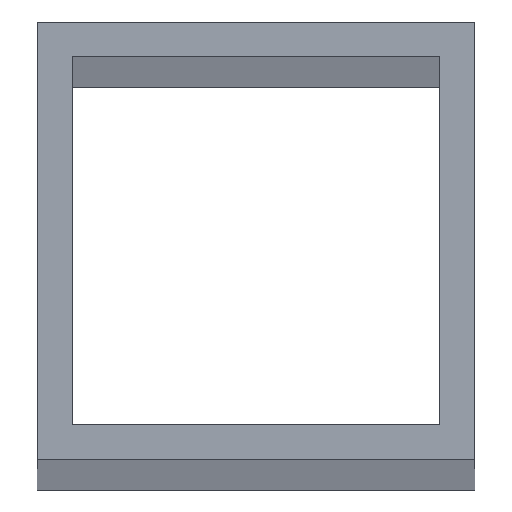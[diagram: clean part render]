
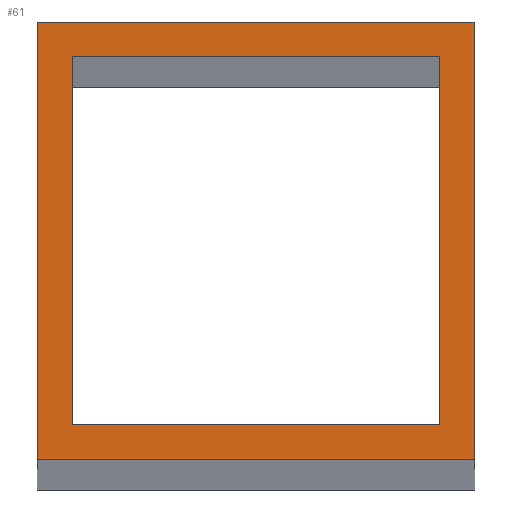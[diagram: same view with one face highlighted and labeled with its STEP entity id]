
A CAD part, top view. The second image highlights one B-rep face of the part: STEP entity #61.
In plain terms, the highlighted planar face has unit normal (0, 0, 1).
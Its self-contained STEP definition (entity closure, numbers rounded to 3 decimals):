
#4 = LINE ( 'NONE', #57, #341 ) ;
#5 = EDGE_LOOP ( 'NONE', ( #65, #269, #352, #14 ) ) ;
#11 = EDGE_CURVE ( 'NONE', #234, #218, #363, .T. ) ;
#14 = ORIENTED_EDGE ( 'NONE', *, *, #222, .F. ) ;
#18 = VECTOR ( 'NONE', #203, 1000. ) ;
#29 = LINE ( 'NONE', #254, #278 ) ;
#34 = LINE ( 'NONE', #325, #243 ) ;
#36 = CARTESIAN_POINT ( 'NONE',  ( -10.5, -10.5, 1000. ) ) ;
#47 = LINE ( 'NONE', #197, #149 ) ;
#50 = LINE ( 'NONE', #199, #343 ) ;
#56 = CARTESIAN_POINT ( 'NONE',  ( 10.5, -10.5, 1000. ) ) ;
#57 = CARTESIAN_POINT ( 'NONE',  ( -10.5, -10.5, 1000. ) ) ;
#58 = EDGE_LOOP ( 'NONE', ( #121, #280, #208, #77 ) ) ;
#60 = LINE ( 'NONE', #36, #18 ) ;
#61 = ADVANCED_FACE ( 'NONE', ( #105, #135 ), #104, .F. ) ;
#63 = VERTEX_POINT ( 'NONE', #250 ) ;
#65 = ORIENTED_EDGE ( 'NONE', *, *, #364, .F. ) ;
#71 = VERTEX_POINT ( 'NONE', #161 ) ;
#75 = DIRECTION ( 'NONE',  ( 0., 0., -1. ) ) ;
#77 = ORIENTED_EDGE ( 'NONE', *, *, #11, .T. ) ;
#81 = CARTESIAN_POINT ( 'NONE',  ( 12.5, -12.5, 1000. ) ) ;
#85 = CARTESIAN_POINT ( 'NONE',  ( -10.5, -10.5, 1000. ) ) ;
#92 = VERTEX_POINT ( 'NONE', #103 ) ;
#103 = CARTESIAN_POINT ( 'NONE',  ( 10.5, 10.5, 1000. ) ) ;
#104 = PLANE ( 'NONE',  #316 ) ;
#105 = FACE_OUTER_BOUND ( 'NONE', #58, .T. ) ;
#114 = CARTESIAN_POINT ( 'NONE',  ( 12.5, -12.5, 1000. ) ) ;
#121 = ORIENTED_EDGE ( 'NONE', *, *, #185, .T. ) ;
#135 = FACE_BOUND ( 'NONE', #5, .T. ) ;
#138 = CARTESIAN_POINT ( 'NONE',  ( -10.5, 10.5, 1000. ) ) ;
#142 = EDGE_CURVE ( 'NONE', #63, #234, #47, .T. ) ;
#149 = VECTOR ( 'NONE', #171, 1000. ) ;
#154 = VERTEX_POINT ( 'NONE', #138 ) ;
#161 = CARTESIAN_POINT ( 'NONE',  ( 12.5, 12.5, 1000. ) ) ;
#171 = DIRECTION ( 'NONE',  ( 0., -1., 0. ) ) ;
#185 = EDGE_CURVE ( 'NONE', #218, #71, #227, .T. ) ;
#189 = VECTOR ( 'NONE', #288, 1000. ) ;
#197 = CARTESIAN_POINT ( 'NONE',  ( -12.5, -12.5, 1000. ) ) ;
#199 = CARTESIAN_POINT ( 'NONE',  ( 10.5, -10.5, 1000. ) ) ;
#200 = EDGE_CURVE ( 'NONE', #71, #63, #29, .T. ) ;
#203 = DIRECTION ( 'NONE',  ( 0., -1., 0. ) ) ;
#208 = ORIENTED_EDGE ( 'NONE', *, *, #142, .T. ) ;
#213 = VERTEX_POINT ( 'NONE', #85 ) ;
#218 = VERTEX_POINT ( 'NONE', #81 ) ;
#222 = EDGE_CURVE ( 'NONE', #335, #92, #50, .T. ) ;
#227 = LINE ( 'NONE', #114, #189 ) ;
#231 = VECTOR ( 'NONE', #360, 1000. ) ;
#234 = VERTEX_POINT ( 'NONE', #369 ) ;
#243 = VECTOR ( 'NONE', #327, 1000. ) ;
#250 = CARTESIAN_POINT ( 'NONE',  ( -12.5, 12.5, 1000. ) ) ;
#254 = CARTESIAN_POINT ( 'NONE',  ( -12.5, 12.5, 1000. ) ) ;
#269 = ORIENTED_EDGE ( 'NONE', *, *, #303, .F. ) ;
#277 = CARTESIAN_POINT ( 'NONE',  ( -12.5, -12.5, 1000. ) ) ;
#278 = VECTOR ( 'NONE', #347, 1000. ) ;
#280 = ORIENTED_EDGE ( 'NONE', *, *, #200, .T. ) ;
#288 = DIRECTION ( 'NONE',  ( 0., 1., 0. ) ) ;
#294 = DIRECTION ( 'NONE',  ( 1., 0., 0. ) ) ;
#303 = EDGE_CURVE ( 'NONE', #154, #213, #60, .T. ) ;
#311 = DIRECTION ( 'NONE',  ( -1., 0., 0. ) ) ;
#314 = DIRECTION ( 'NONE',  ( 0., 1., 0. ) ) ;
#316 = AXIS2_PLACEMENT_3D ( 'NONE', #339, #75, #311 ) ;
#325 = CARTESIAN_POINT ( 'NONE',  ( -10.5, 10.5, 1000. ) ) ;
#327 = DIRECTION ( 'NONE',  ( -1., 0., 0. ) ) ;
#335 = VERTEX_POINT ( 'NONE', #56 ) ;
#339 = CARTESIAN_POINT ( 'NONE',  ( 0., 0., 1000. ) ) ;
#341 = VECTOR ( 'NONE', #294, 1000. ) ;
#343 = VECTOR ( 'NONE', #314, 1000. ) ;
#347 = DIRECTION ( 'NONE',  ( -1., 0., 0. ) ) ;
#352 = ORIENTED_EDGE ( 'NONE', *, *, #361, .F. ) ;
#360 = DIRECTION ( 'NONE',  ( 1., 0., 0. ) ) ;
#361 = EDGE_CURVE ( 'NONE', #92, #154, #34, .T. ) ;
#363 = LINE ( 'NONE', #277, #231 ) ;
#364 = EDGE_CURVE ( 'NONE', #213, #335, #4, .T. ) ;
#369 = CARTESIAN_POINT ( 'NONE',  ( -12.5, -12.5, 1000. ) ) ;
